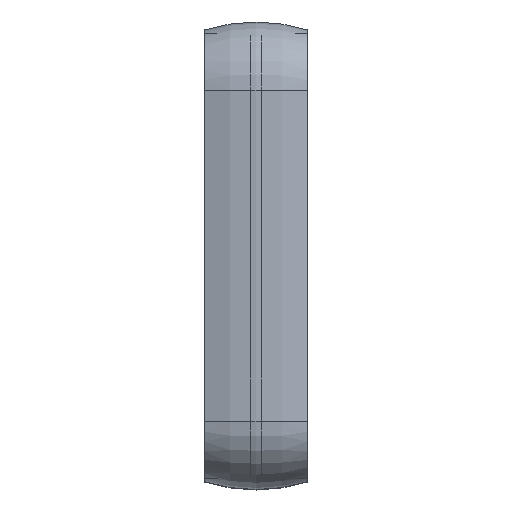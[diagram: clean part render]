
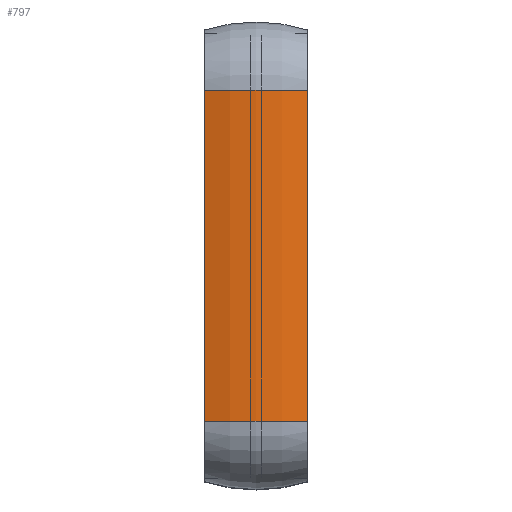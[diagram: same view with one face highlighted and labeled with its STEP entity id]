
A CAD part, top view. The second image highlights one B-rep face of the part: STEP entity #797.
In plain terms, the highlighted cylindrical face has radius 14.814 mm (diameter 29.629 mm), a partial arc.
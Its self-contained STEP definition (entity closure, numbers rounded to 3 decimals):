
#51 = CARTESIAN_POINT ( 'NONE',  ( 0., -5.3, 311.3 ) ) ;
#215 = DIRECTION ( 'NONE',  ( 0., 1., 0. ) ) ;
#221 = DIRECTION ( 'NONE',  ( -1., 0., 0. ) ) ;
#318 = FACE_OUTER_BOUND ( 'NONE', #1063, .T. ) ;
#364 = DIRECTION ( 'NONE',  ( 0., -1., 0. ) ) ;
#383 = ORIENTED_EDGE ( 'NONE', *, *, #459, .T. ) ;
#386 = LINE ( 'NONE', #942, #1674 ) ;
#424 = ORIENTED_EDGE ( 'NONE', *, *, #1682, .F. ) ;
#459 = EDGE_CURVE ( 'NONE', #1729, #1212, #386, .T. ) ;
#460 = DIRECTION ( 'NONE',  ( 0., -1., 0. ) ) ;
#488 = VERTEX_POINT ( 'NONE', #1116 ) ;
#532 = EDGE_CURVE ( 'NONE', #1212, #546, #941, .T. ) ;
#544 = EDGE_CURVE ( 'NONE', #488, #546, #1577, .T. ) ;
#546 = VERTEX_POINT ( 'NONE', #920 ) ;
#563 = CIRCLE ( 'NONE', #1534, 14.814 ) ;
#615 = VECTOR ( 'NONE', #364, 1000. ) ;
#630 = CARTESIAN_POINT ( 'NONE',  ( 4.5, -34.3, 297.186 ) ) ;
#797 = ADVANCED_FACE ( 'NONE', ( #318 ), #1415, .T. ) ;
#920 = CARTESIAN_POINT ( 'NONE',  ( 9., -34.3, 311.3 ) ) ;
#941 = CIRCLE ( 'NONE', #1477, 14.814 ) ;
#942 = CARTESIAN_POINT ( 'NONE',  ( 0., -5.3, 311.3 ) ) ;
#950 = CARTESIAN_POINT ( 'NONE',  ( 4.5, -5.3, 297.186 ) ) ;
#1005 = ORIENTED_EDGE ( 'NONE', *, *, #544, .F. ) ;
#1063 = EDGE_LOOP ( 'NONE', ( #1005, #424, #383, #1691 ) ) ;
#1074 = DIRECTION ( 'NONE',  ( 0., -1., 0. ) ) ;
#1116 = CARTESIAN_POINT ( 'NONE',  ( 9., -5.3, 311.3 ) ) ;
#1177 = DIRECTION ( 'NONE',  ( -1., 0., 0. ) ) ;
#1212 = VERTEX_POINT ( 'NONE', #1655 ) ;
#1308 = CARTESIAN_POINT ( 'NONE',  ( 9., -5.3, 311.3 ) ) ;
#1346 = DIRECTION ( 'NONE',  ( 0., 1., 0. ) ) ;
#1415 = CYLINDRICAL_SURFACE ( 'NONE', #1611, 14.814 ) ;
#1477 = AXIS2_PLACEMENT_3D ( 'NONE', #630, #215, #1177 ) ;
#1494 = DIRECTION ( 'NONE',  ( 1., 0., 0. ) ) ;
#1534 = AXIS2_PLACEMENT_3D ( 'NONE', #1722, #1346, #221 ) ;
#1577 = LINE ( 'NONE', #1308, #615 ) ;
#1611 = AXIS2_PLACEMENT_3D ( 'NONE', #950, #460, #1494 ) ;
#1655 = CARTESIAN_POINT ( 'NONE',  ( 0., -34.3, 311.3 ) ) ;
#1674 = VECTOR ( 'NONE', #1074, 1000. ) ;
#1682 = EDGE_CURVE ( 'NONE', #1729, #488, #563, .T. ) ;
#1691 = ORIENTED_EDGE ( 'NONE', *, *, #532, .T. ) ;
#1722 = CARTESIAN_POINT ( 'NONE',  ( 4.5, -5.3, 297.186 ) ) ;
#1729 = VERTEX_POINT ( 'NONE', #51 ) ;
